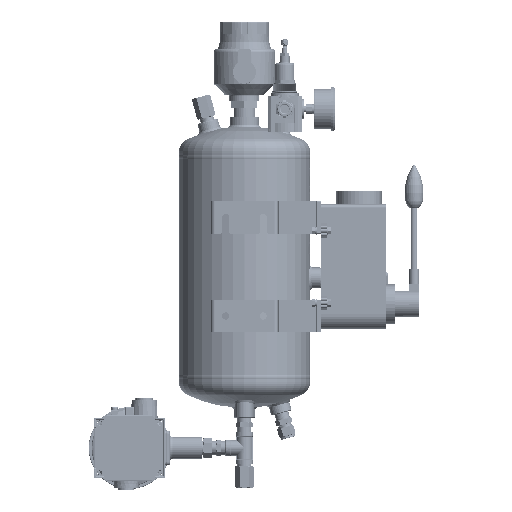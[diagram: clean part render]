
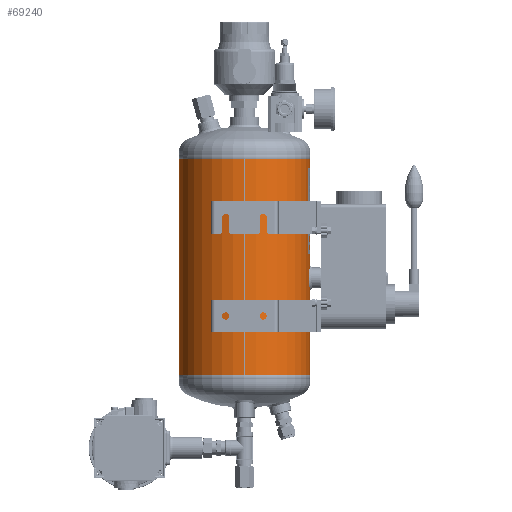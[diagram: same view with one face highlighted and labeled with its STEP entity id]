
A CAD part, left-side view. The second image highlights one B-rep face of the part: STEP entity #69240.
In plain terms, the highlighted cylindrical face has radius 100 mm (diameter 200 mm), a partial arc.
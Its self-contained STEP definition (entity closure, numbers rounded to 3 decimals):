
#4440=LINE('',#114928,#8801);
#4441=LINE('',#114933,#8802);
#4442=LINE('',#114937,#8803);
#4443=LINE('',#114941,#8804);
#8801=VECTOR('',#95280,1000.);
#8802=VECTOR('',#95283,1000.);
#8803=VECTOR('',#95286,1000.);
#8804=VECTOR('',#95289,1000.);
#13162=CIRCLE('',#87670,100.);
#13163=CIRCLE('',#87671,100.);
#13164=CIRCLE('',#87672,100.);
#13165=CIRCLE('',#87673,100.);
#16087=ORIENTED_EDGE('',*,*,#36901,.T.);
#16088=ORIENTED_EDGE('',*,*,#36902,.T.);
#16089=ORIENTED_EDGE('',*,*,#36903,.T.);
#16090=ORIENTED_EDGE('',*,*,#36904,.F.);
#16091=ORIENTED_EDGE('',*,*,#36905,.F.);
#16092=ORIENTED_EDGE('',*,*,#36906,.F.);
#16093=ORIENTED_EDGE('',*,*,#36907,.F.);
#16094=ORIENTED_EDGE('',*,*,#36908,.T.);
#16095=ORIENTED_EDGE('',*,*,#36909,.T.);
#16096=ORIENTED_EDGE('',*,*,#36910,.F.);
#16097=ORIENTED_EDGE('',*,*,#36911,.F.);
#36901=EDGE_CURVE('',#47308,#47308,#54350,.T.);
#36902=EDGE_CURVE('',#47309,#47309,#54351,.T.);
#36903=EDGE_CURVE('',#47310,#47310,#54352,.T.);
#36904=EDGE_CURVE('',#47311,#47312,#4440,.T.);
#36905=EDGE_CURVE('',#47313,#47311,#13162,.T.);
#36906=EDGE_CURVE('',#47314,#47313,#4441,.F.);
#36907=EDGE_CURVE('',#47315,#47314,#13163,.T.);
#36908=EDGE_CURVE('',#47315,#47316,#4442,.T.);
#36909=EDGE_CURVE('',#47316,#47317,#13164,.T.);
#36910=EDGE_CURVE('',#47318,#47317,#4443,.T.);
#36911=EDGE_CURVE('',#47312,#47318,#13165,.T.);
#47308=VERTEX_POINT('',#114903);
#47309=VERTEX_POINT('',#114915);
#47310=VERTEX_POINT('',#114927);
#47311=VERTEX_POINT('',#114929);
#47312=VERTEX_POINT('',#114930);
#47313=VERTEX_POINT('',#114932);
#47314=VERTEX_POINT('',#114934);
#47315=VERTEX_POINT('',#114936);
#47316=VERTEX_POINT('',#114938);
#47317=VERTEX_POINT('',#114940);
#47318=VERTEX_POINT('',#114942);
#54350=B_SPLINE_CURVE_WITH_KNOTS('',3,(#114884,#114885,#114886,#114887,
#114888,#114889,#114890,#114891,#114892,#114893,#114894,#114895,#114896,
#114897,#114898,#114899,#114900,#114901,#114902),.UNSPECIFIED.,.T.,.F.,
(1,1,1,1,1,1,1,1,1,1,1,1,1,1,1,1,1,1,1,1,1,1,1),(-0.018,-0.012,
-0.006,0.,0.006,0.012,0.018,
0.023,0.029,0.035,0.041,
0.047,0.053,0.059,0.065,
0.07,0.076,0.082,0.088,
0.094,0.1,0.106,0.112),
 .UNSPECIFIED.);
#54351=B_SPLINE_CURVE_WITH_KNOTS('',3,(#114904,#114905,#114906,#114907,
#114908,#114909,#114910,#114911,#114912,#114913,#114914),.UNSPECIFIED.,
 .T.,.F.,(1,1,1,1,1,1,1,1,1,1,1,1,1,1,1),(-0.012,-0.008,
-0.004,0.,0.004,0.008,
0.012,0.016,0.02,0.023,
0.027,0.031,0.035,0.039,
0.043),.UNSPECIFIED.);
#54352=B_SPLINE_CURVE_WITH_KNOTS('',3,(#114916,#114917,#114918,#114919,
#114920,#114921,#114922,#114923,#114924,#114925,#114926),.UNSPECIFIED.,
 .T.,.F.,(1,1,1,1,1,1,1,1,1,1,1,1,1,1,1),(-0.012,-0.008,
-0.004,0.,0.004,0.008,
0.012,0.016,0.02,0.023,
0.027,0.031,0.035,0.039,
0.043),.UNSPECIFIED.);
#57022=EDGE_LOOP('',(#16087));
#57023=EDGE_LOOP('',(#16088));
#57024=EDGE_LOOP('',(#16089));
#57025=EDGE_LOOP('',(#16090,#16091,#16092,#16093,#16094,#16095,#16096,#16097));
#62544=FACE_BOUND('',#57022,.T.);
#62545=FACE_BOUND('',#57023,.T.);
#62546=FACE_BOUND('',#57024,.T.);
#62547=FACE_BOUND('',#57025,.T.);
#68066=CYLINDRICAL_SURFACE('',#87669,100.);
#69240=ADVANCED_FACE('',(#62544,#62545,#62546,#62547),#68066,.T.);
#87669=AXIS2_PLACEMENT_3D('',#114883,#95278,#95279);
#87670=AXIS2_PLACEMENT_3D('',#114931,#95281,#95282);
#87671=AXIS2_PLACEMENT_3D('',#114935,#95284,#95285);
#87672=AXIS2_PLACEMENT_3D('',#114939,#95287,#95288);
#87673=AXIS2_PLACEMENT_3D('',#114943,#95290,#95291);
#95278=DIRECTION('',(0.,-1.,0.));
#95279=DIRECTION('',(0.,0.,-1.));
#95280=DIRECTION('',(0.,-1.,0.));
#95281=DIRECTION('',(0.,1.,0.));
#95282=DIRECTION('',(1.,0.,0.));
#95283=DIRECTION('',(0.,-1.,0.));
#95284=DIRECTION('',(0.,-1.,0.));
#95285=DIRECTION('',(1.,0.,0.));
#95286=DIRECTION('',(0.,-1.,0.));
#95287=DIRECTION('',(0.,1.,0.));
#95288=DIRECTION('',(1.,0.,0.));
#95289=DIRECTION('',(0.,-1.,0.));
#95290=DIRECTION('',(0.,-1.,0.));
#95291=DIRECTION('',(1.,0.,0.));
#114883=CARTESIAN_POINT('',(0.,330.,0.));
#114884=CARTESIAN_POINT('',(-98.994,187.429,14.208));
#114885=CARTESIAN_POINT('',(-98.806,181.503,15.395));
#114886=CARTESIAN_POINT('',(-98.993,175.608,14.214));
#114887=CARTESIAN_POINT('',(-99.436,170.625,10.88));
#114888=CARTESIAN_POINT('',(-99.878,167.295,5.9));
#114889=CARTESIAN_POINT('',(-100.061,166.117,0.009));
#114890=CARTESIAN_POINT('',(-99.879,167.288,-5.887));
#114891=CARTESIAN_POINT('',(-99.437,170.623,-10.879));
#114892=CARTESIAN_POINT('',(-98.992,175.61,-14.215));
#114893=CARTESIAN_POINT('',(-98.807,181.503,-15.391));
#114894=CARTESIAN_POINT('',(-98.992,187.396,-14.219));
#114895=CARTESIAN_POINT('',(-99.435,192.379,-10.892));
#114896=CARTESIAN_POINT('',(-99.877,195.718,-5.914));
#114897=CARTESIAN_POINT('',(-100.061,196.901,-0.013));
#114898=CARTESIAN_POINT('',(-99.878,195.728,5.889));
#114899=CARTESIAN_POINT('',(-99.437,192.395,10.874));
#114900=CARTESIAN_POINT('',(-98.994,187.429,14.208));
#114901=CARTESIAN_POINT('',(-98.806,181.503,15.395));
#114902=CARTESIAN_POINT('',(-98.993,175.608,14.214));
#114903=CARTESIAN_POINT('',(-98.869,181.508,15.));
#114904=CARTESIAN_POINT('',(3.922,158.915,-99.937));
#114905=CARTESIAN_POINT('',(-0.001,160.542,-100.031));
#114906=CARTESIAN_POINT('',(-3.918,158.916,-99.937));
#114907=CARTESIAN_POINT('',(-5.54,155.004,-99.844));
#114908=CARTESIAN_POINT('',(-3.921,151.083,-99.937));
#114909=CARTESIAN_POINT('',(-0.001,149.46,-100.031));
#114910=CARTESIAN_POINT('',(3.913,151.078,-99.938));
#114911=CARTESIAN_POINT('',(5.541,154.994,-99.844));
#114912=CARTESIAN_POINT('',(3.922,158.915,-99.937));
#114913=CARTESIAN_POINT('',(-0.001,160.542,-100.031));
#114914=CARTESIAN_POINT('',(-3.918,158.916,-99.937));
#114915=CARTESIAN_POINT('',(0.,160.,-100.));
#114916=CARTESIAN_POINT('',(3.922,48.915,-99.937));
#114917=CARTESIAN_POINT('',(-0.001,50.542,-100.031));
#114918=CARTESIAN_POINT('',(-3.918,48.916,-99.937));
#114919=CARTESIAN_POINT('',(-5.54,45.004,-99.844));
#114920=CARTESIAN_POINT('',(-3.921,41.083,-99.937));
#114921=CARTESIAN_POINT('',(-0.001,39.46,-100.031));
#114922=CARTESIAN_POINT('',(3.913,41.078,-99.938));
#114923=CARTESIAN_POINT('',(5.541,44.994,-99.844));
#114924=CARTESIAN_POINT('',(3.922,48.915,-99.937));
#114925=CARTESIAN_POINT('',(-0.001,50.542,-100.031));
#114926=CARTESIAN_POINT('',(-3.918,48.916,-99.937));
#114927=CARTESIAN_POINT('',(0.,50.,-100.));
#114928=CARTESIAN_POINT('',(-0.241,165.,100.));
#114929=CARTESIAN_POINT('',(-0.241,330.,100.));
#114930=CARTESIAN_POINT('',(-0.241,265.,100.));
#114931=CARTESIAN_POINT('',(0.,330.,0.));
#114932=CARTESIAN_POINT('',(0.241,330.,100.));
#114933=CARTESIAN_POINT('',(0.241,165.,100.));
#114934=CARTESIAN_POINT('',(0.241,265.,100.));
#114935=CARTESIAN_POINT('',(0.,265.,0.));
#114936=CARTESIAN_POINT('',(0.254,265.,100.));
#114937=CARTESIAN_POINT('',(0.254,265.,100.));
#114938=CARTESIAN_POINT('',(0.254,0.,100.));
#114939=CARTESIAN_POINT('',(0.,0.,0.));
#114940=CARTESIAN_POINT('',(-0.254,0.,100.));
#114941=CARTESIAN_POINT('',(-0.254,265.,100.));
#114942=CARTESIAN_POINT('',(-0.254,265.,100.));
#114943=CARTESIAN_POINT('',(0.,265.,0.));
